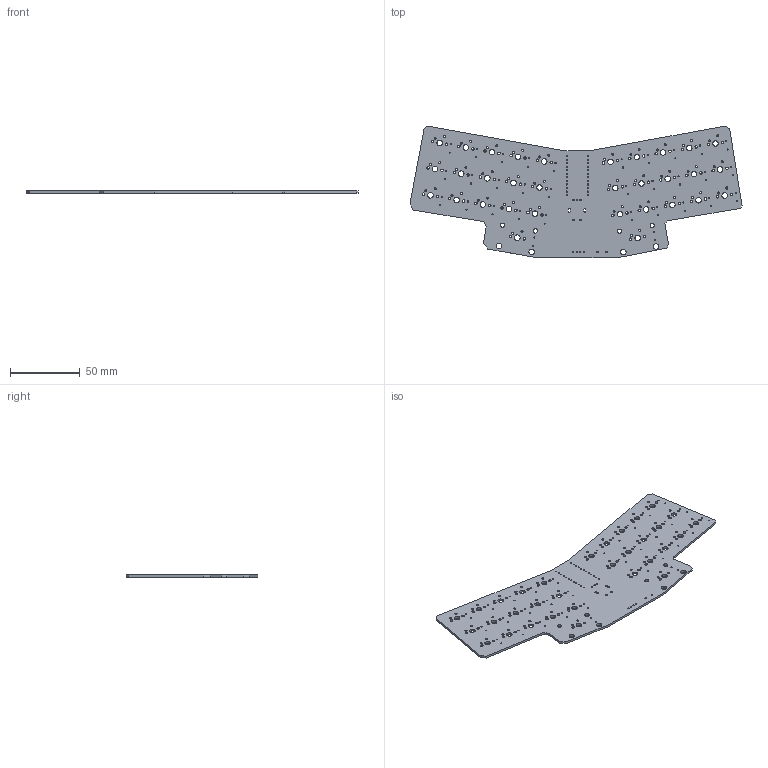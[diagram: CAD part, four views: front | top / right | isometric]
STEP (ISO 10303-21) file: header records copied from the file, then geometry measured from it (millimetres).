
FILE_DESCRIPTION(('KiCad electronic assembly'),'2;1');
FILE_NAME('pcb.step','2020-09-01T22:54:49',('An Author'),('A Company'), 'Open CASCADE STEP processor 7.4','KiCad to STEP converter','Unknown' );
FILE_SCHEMA(('AUTOMOTIVE_DESIGN { 1 0 10303 214 1 1 1 1 }'));
Length unit declared in the file: millimetre
Products named in the file (2): Open CASCADE STEP translator 7.4 1; COMPOUND
Assembly tree (1 placements, depth 2):
  Open CASCADE STEP translator 7.4 1
    COMPOUND
Bounding box: 238.12 x 94.61 x 1.6 mm (x, y, z)
Volume: 24863.7 mm3; surface area: 34323.5 mm2
Topology: 1 solids, 1 shells, 297 faces, 885 edges, 590 vertices
Faces by surface type: cylinder 271, plane 26
Full cylindrical faces by diameter (mm): 0.813 x92, 1 x5, 1.3 x2, 1.47 x64, 1.75 x64, 3.048 x4, 3.988 x36
Entity records: 24555 total; most frequent: CARTESIAN_POINT 6796, DIRECTION 3253, ORIENTED_EDGE 1770, PCURVE 1770, DEFINITIONAL_REPRESENTATION 1770, LINE 1571, VECTOR 1571, EDGE_CURVE 885
